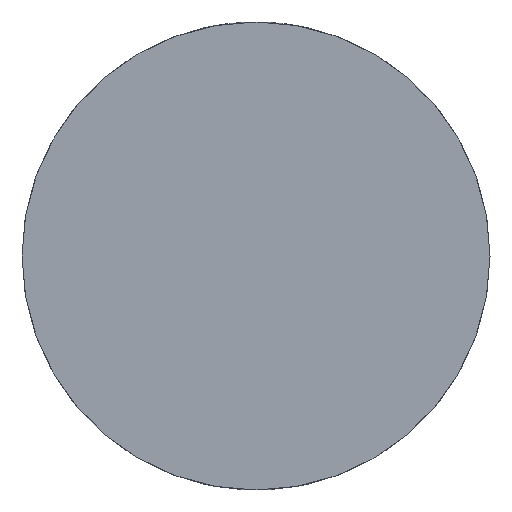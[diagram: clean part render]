
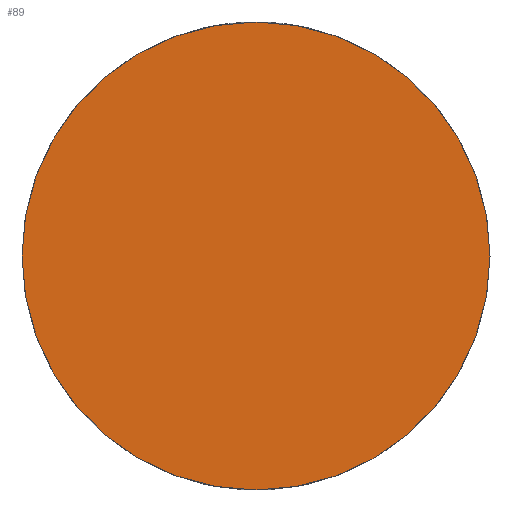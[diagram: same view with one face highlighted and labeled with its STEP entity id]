
A CAD part, left-side view. The second image highlights one B-rep face of the part: STEP entity #89.
In plain terms, the highlighted planar face has unit normal (-1, 0, 0).
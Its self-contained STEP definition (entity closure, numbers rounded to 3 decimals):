
#89=ADVANCED_FACE('STEPLayer 1[1]',(#211),#212,.F.);
#123=EDGE_CURVE('STEPLayer 1[1]',#262,#262,#263,.F.);
#211=FACE_OUTER_BOUND('',#386,.T.);
#212=PLANE('',#387);
#262=VERTEX_POINT('NONE',#451);
#263=CIRCLE('',#452,16.0);
#386=EDGE_LOOP('',(#606));
#387=AXIS2_PLACEMENT_3D('',#607,#608,#609);
#451=CARTESIAN_POINT('',(0.0,0.,-16.0));
#452=AXIS2_PLACEMENT_3D('',#679,#680,#681);
#606=ORIENTED_EDGE('',*,*,#123,.T.);
#607=CARTESIAN_POINT('',(0.0,5.45,0.0));
#608=DIRECTION('',(1.0,0.0,0.0));
#609=DIRECTION('',(0.0,1.0,-0.0));
#679=CARTESIAN_POINT('',(0.0,0.0,0.0));
#680=DIRECTION('',(1.0,0.0,-0.0));
#681=DIRECTION('',(0.0,0.0,1.0));
